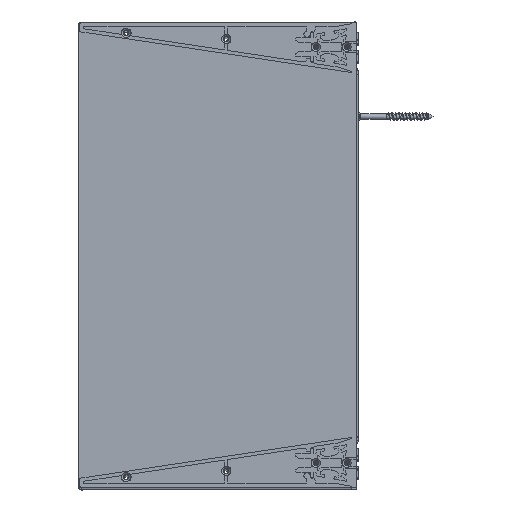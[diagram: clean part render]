
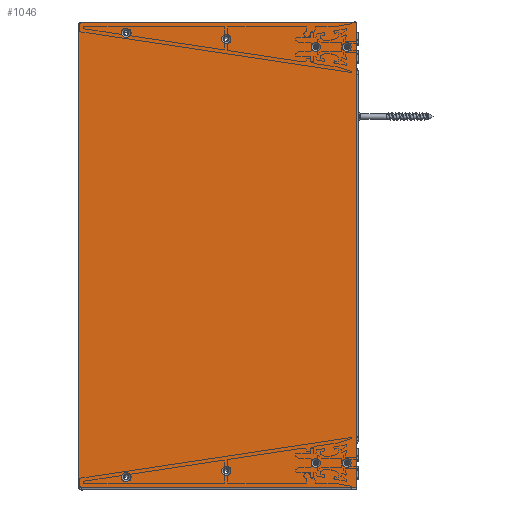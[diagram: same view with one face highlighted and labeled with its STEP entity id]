
A CAD part, top view. The second image highlights one B-rep face of the part: STEP entity #1046.
In plain terms, the highlighted planar face has unit normal (0, 0, 1).
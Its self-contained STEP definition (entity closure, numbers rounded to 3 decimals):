
#1046=ADVANCED_FACE('',(#2876,#2877,#2878,#2879,#2880,#2881,#2882,#2883,#2884),#2885,.T.);
#2876=FACE_BOUND('',#6178,.T.);
#2877=FACE_BOUND('',#6179,.T.);
#2878=FACE_BOUND('',#6180,.T.);
#2879=FACE_BOUND('',#6181,.T.);
#2880=FACE_BOUND('',#6182,.T.);
#2881=FACE_BOUND('',#6183,.T.);
#2882=FACE_BOUND('',#6184,.T.);
#2883=FACE_BOUND('',#6185,.T.);
#2884=FACE_OUTER_BOUND('',#6186,.T.);
#2885=PLANE('',#6187);
#6178=EDGE_LOOP('',(#13755,#13756));
#6179=EDGE_LOOP('',(#13757,#13758));
#6180=EDGE_LOOP('',(#13759,#13760));
#6181=EDGE_LOOP('',(#13761,#13762));
#6182=EDGE_LOOP('',(#13763,#13764));
#6183=EDGE_LOOP('',(#13765,#13766));
#6184=EDGE_LOOP('',(#13767,#13768));
#6185=EDGE_LOOP('',(#13769,#13770));
#6186=EDGE_LOOP('',(#13771,#13772,#13773,#13774,#13775,#13776,#13777,#13778));
#6187=AXIS2_PLACEMENT_3D('',#13779,#13780,#13781);
#13755=ORIENTED_EDGE('',*,*,#16630,.F.);
#13756=ORIENTED_EDGE('',*,*,#16725,.F.);
#13757=ORIENTED_EDGE('',*,*,#16639,.F.);
#13758=ORIENTED_EDGE('',*,*,#16726,.F.);
#13759=ORIENTED_EDGE('',*,*,#16648,.F.);
#13760=ORIENTED_EDGE('',*,*,#16727,.F.);
#13761=ORIENTED_EDGE('',*,*,#16657,.F.);
#13762=ORIENTED_EDGE('',*,*,#16728,.F.);
#13763=ORIENTED_EDGE('',*,*,#16666,.F.);
#13764=ORIENTED_EDGE('',*,*,#16729,.F.);
#13765=ORIENTED_EDGE('',*,*,#16675,.F.);
#13766=ORIENTED_EDGE('',*,*,#16730,.F.);
#13767=ORIENTED_EDGE('',*,*,#16684,.F.);
#13768=ORIENTED_EDGE('',*,*,#16731,.F.);
#13769=ORIENTED_EDGE('',*,*,#16693,.F.);
#13770=ORIENTED_EDGE('',*,*,#16732,.F.);
#13771=ORIENTED_EDGE('',*,*,#16703,.F.);
#13772=ORIENTED_EDGE('',*,*,#16724,.F.);
#13773=ORIENTED_EDGE('',*,*,#16721,.F.);
#13774=ORIENTED_EDGE('',*,*,#16718,.F.);
#13775=ORIENTED_EDGE('',*,*,#16715,.F.);
#13776=ORIENTED_EDGE('',*,*,#16712,.F.);
#13777=ORIENTED_EDGE('',*,*,#16709,.F.);
#13778=ORIENTED_EDGE('',*,*,#16706,.F.);
#13779=CARTESIAN_POINT('',(83.477,7.942,2.0));
#13780=DIRECTION('',(0.0,0.,1.0));
#13781=DIRECTION('',(0.0,1.0,0.));
#16630=EDGE_CURVE('',#20807,#20810,#20811,.T.);
#16639=EDGE_CURVE('',#20824,#20827,#20828,.T.);
#16648=EDGE_CURVE('',#20841,#20844,#20845,.T.);
#16657=EDGE_CURVE('',#20858,#20861,#20862,.T.);
#16666=EDGE_CURVE('',#20875,#20878,#20879,.T.);
#16675=EDGE_CURVE('',#20892,#20895,#20896,.T.);
#16684=EDGE_CURVE('',#20909,#20912,#20913,.T.);
#16693=EDGE_CURVE('',#20926,#20929,#20930,.T.);
#16703=EDGE_CURVE('',#20946,#20948,#20949,.T.);
#16706=EDGE_CURVE('',#20948,#20953,#20954,.T.);
#16709=EDGE_CURVE('',#20953,#20958,#20959,.T.);
#16712=EDGE_CURVE('',#20958,#20963,#20964,.T.);
#16715=EDGE_CURVE('',#20963,#20968,#20969,.T.);
#16718=EDGE_CURVE('',#20968,#20973,#20974,.T.);
#16721=EDGE_CURVE('',#20973,#20978,#20979,.T.);
#16724=EDGE_CURVE('',#20978,#20946,#20982,.T.);
#16725=EDGE_CURVE('',#20810,#20807,#20983,.T.);
#16726=EDGE_CURVE('',#20827,#20824,#20984,.T.);
#16727=EDGE_CURVE('',#20844,#20841,#20985,.T.);
#16728=EDGE_CURVE('',#20861,#20858,#20986,.T.);
#16729=EDGE_CURVE('',#20878,#20875,#20987,.T.);
#16730=EDGE_CURVE('',#20895,#20892,#20988,.T.);
#16731=EDGE_CURVE('',#20912,#20909,#20989,.T.);
#16732=EDGE_CURVE('',#20929,#20926,#20990,.T.);
#20807=VERTEX_POINT('',#31581);
#20810=VERTEX_POINT('',#31585);
#20811=CIRCLE('',#31586,2.9);
#20824=VERTEX_POINT('',#31602);
#20827=VERTEX_POINT('',#31606);
#20828=CIRCLE('',#31607,2.9);
#20841=VERTEX_POINT('',#31623);
#20844=VERTEX_POINT('',#31627);
#20845=CIRCLE('',#31628,2.9);
#20858=VERTEX_POINT('',#31644);
#20861=VERTEX_POINT('',#31648);
#20862=CIRCLE('',#31649,2.9);
#20875=VERTEX_POINT('',#31665);
#20878=VERTEX_POINT('',#31669);
#20879=CIRCLE('',#31670,2.9);
#20892=VERTEX_POINT('',#31686);
#20895=VERTEX_POINT('',#31690);
#20896=CIRCLE('',#31691,2.9);
#20909=VERTEX_POINT('',#31707);
#20912=VERTEX_POINT('',#31711);
#20913=CIRCLE('',#31712,2.9);
#20926=VERTEX_POINT('',#31728);
#20929=VERTEX_POINT('',#31732);
#20930=CIRCLE('',#31733,2.9);
#20946=VERTEX_POINT('',#31752);
#20948=VERTEX_POINT('',#31755);
#20949=CIRCLE('',#31756,1.0);
#20953=VERTEX_POINT('',#31762);
#20954=LINE('',#31763,#31764);
#20958=VERTEX_POINT('',#31769);
#20959=CIRCLE('',#31770,1.0);
#20963=VERTEX_POINT('',#31776);
#20964=LINE('',#31777,#31778);
#20968=VERTEX_POINT('',#31783);
#20969=CIRCLE('',#31784,1.5);
#20973=VERTEX_POINT('',#31790);
#20974=LINE('',#31791,#31792);
#20978=VERTEX_POINT('',#31797);
#20979=CIRCLE('',#31798,1.5);
#20982=LINE('',#31803,#31804);
#20983=CIRCLE('',#31805,2.9);
#20984=CIRCLE('',#31806,2.9);
#20985=CIRCLE('',#31807,2.9);
#20986=CIRCLE('',#31808,2.9);
#20987=CIRCLE('',#31809,2.9);
#20988=CIRCLE('',#31810,2.9);
#20989=CIRCLE('',#31811,2.9);
#20990=CIRCLE('',#31812,2.9);
#31581=CARTESIAN_POINT('',(-64.523,-1.014,2.0));
#31585=CARTESIAN_POINT('',(-64.523,4.786,2.0));
#31586=AXIS2_PLACEMENT_3D('',#36209,#36210,#36211);
#31602=CARTESIAN_POINT('',(0.,-4.9,2.0));
#31606=CARTESIAN_POINT('',(0.,0.9,2.0));
#31607=AXIS2_PLACEMENT_3D('',#36228,#36229,#36230);
#31623=CARTESIAN_POINT('',(57.973,-10.121,2.0));
#31627=CARTESIAN_POINT('',(57.973,-4.321,2.0));
#31628=AXIS2_PLACEMENT_3D('',#36247,#36248,#36249);
#31644=CARTESIAN_POINT('',(77.973,-10.121,2.0));
#31648=CARTESIAN_POINT('',(77.973,-4.321,2.0));
#31649=AXIS2_PLACEMENT_3D('',#36266,#36267,#36268);
#31665=CARTESIAN_POINT('',(77.973,-278.794,2.0));
#31669=CARTESIAN_POINT('',(77.973,-272.994,2.0));
#31670=AXIS2_PLACEMENT_3D('',#36285,#36286,#36287);
#31686=CARTESIAN_POINT('',(57.973,-278.794,2.0));
#31690=CARTESIAN_POINT('',(57.973,-272.994,2.0));
#31691=AXIS2_PLACEMENT_3D('',#36304,#36305,#36306);
#31707=CARTESIAN_POINT('',(0.,-284.015,2.0));
#31711=CARTESIAN_POINT('',(0.,-278.215,2.0));
#31712=AXIS2_PLACEMENT_3D('',#36323,#36324,#36325);
#31728=CARTESIAN_POINT('',(-64.523,-287.901,2.0));
#31732=CARTESIAN_POINT('',(-64.523,-282.101,2.0));
#31733=AXIS2_PLACEMENT_3D('',#36342,#36343,#36344);
#31752=CARTESIAN_POINT('',(83.477,8.942,2.0));
#31755=CARTESIAN_POINT('',(84.477,7.942,2.0));
#31756=AXIS2_PLACEMENT_3D('',#36364,#36365,#36366);
#31762=CARTESIAN_POINT('',(84.477,-291.058,2.0));
#31763=CARTESIAN_POINT('',(84.477,8.942,2.0));
#31764=VECTOR('',#36369,1000.0);
#31769=CARTESIAN_POINT('',(83.477,-292.058,2.0));
#31770=AXIS2_PLACEMENT_3D('',#36374,#36375,#36376);
#31776=CARTESIAN_POINT('',(-93.523,-292.058,2.0));
#31777=CARTESIAN_POINT('',(84.477,-292.058,2.0));
#31778=VECTOR('',#36379,1000.0);
#31783=CARTESIAN_POINT('',(-95.023,-290.558,2.0));
#31784=AXIS2_PLACEMENT_3D('',#36384,#36385,#36386);
#31790=CARTESIAN_POINT('',(-95.023,7.442,2.0));
#31791=CARTESIAN_POINT('',(-95.023,-290.558,2.0));
#31792=VECTOR('',#36389,1000.0);
#31797=CARTESIAN_POINT('',(-93.523,8.942,2.0));
#31798=AXIS2_PLACEMENT_3D('',#36394,#36395,#36396);
#31803=CARTESIAN_POINT('',(-93.523,8.942,2.0));
#31804=VECTOR('',#36399,1000.0);
#31805=AXIS2_PLACEMENT_3D('',#36400,#36401,#36402);
#31806=AXIS2_PLACEMENT_3D('',#36403,#36404,#36405);
#31807=AXIS2_PLACEMENT_3D('',#36406,#36407,#36408);
#31808=AXIS2_PLACEMENT_3D('',#36409,#36410,#36411);
#31809=AXIS2_PLACEMENT_3D('',#36412,#36413,#36414);
#31810=AXIS2_PLACEMENT_3D('',#36415,#36416,#36417);
#31811=AXIS2_PLACEMENT_3D('',#36418,#36419,#36420);
#31812=AXIS2_PLACEMENT_3D('',#36421,#36422,#36423);
#36209=CARTESIAN_POINT('',(-64.523,1.886,2.0));
#36210=DIRECTION('',(0.0,0.,1.0));
#36211=DIRECTION('',(0.0,-1.0,0.));
#36228=CARTESIAN_POINT('',(0.,-2.,2.0));
#36229=DIRECTION('',(0.0,0.,1.0));
#36230=DIRECTION('',(0.0,-1.0,0.));
#36247=CARTESIAN_POINT('',(57.973,-7.221,2.0));
#36248=DIRECTION('',(0.0,0.,1.0));
#36249=DIRECTION('',(0.0,-1.0,0.));
#36266=CARTESIAN_POINT('',(77.973,-7.221,2.0));
#36267=DIRECTION('',(0.0,0.,1.0));
#36268=DIRECTION('',(0.0,-1.0,0.));
#36285=CARTESIAN_POINT('',(77.973,-275.894,2.0));
#36286=DIRECTION('',(0.0,0.,1.0));
#36287=DIRECTION('',(0.0,-1.0,0.));
#36304=CARTESIAN_POINT('',(57.973,-275.894,2.0));
#36305=DIRECTION('',(0.0,0.,1.0));
#36306=DIRECTION('',(0.0,-1.0,0.));
#36323=CARTESIAN_POINT('',(0.,-281.115,2.0));
#36324=DIRECTION('',(0.0,0.,1.0));
#36325=DIRECTION('',(0.0,-1.0,0.));
#36342=CARTESIAN_POINT('',(-64.523,-285.001,2.0));
#36343=DIRECTION('',(0.0,0.,1.0));
#36344=DIRECTION('',(0.0,-1.0,0.));
#36364=CARTESIAN_POINT('',(83.477,7.942,2.0));
#36365=DIRECTION('',(0.0,0.,-1.0));
#36366=DIRECTION('',(-1.0,0.0,0.0));
#36369=DIRECTION('',(0.,-1.0,0.));
#36374=CARTESIAN_POINT('',(83.477,-291.058,2.0));
#36375=DIRECTION('',(0.0,0.,-1.0));
#36376=DIRECTION('',(1.0,0.0,0.0));
#36379=DIRECTION('',(-1.0,0.,0.));
#36384=CARTESIAN_POINT('',(-93.523,-290.558,2.0));
#36385=DIRECTION('',(0.0,0.,-1.0));
#36386=DIRECTION('',(1.0,0.0,0.0));
#36389=DIRECTION('',(0.,1.0,0.));
#36394=CARTESIAN_POINT('',(-93.523,7.442,2.0));
#36395=DIRECTION('',(0.0,0.,-1.0));
#36396=DIRECTION('',(1.0,0.0,0.0));
#36399=DIRECTION('',(1.0,0.,0.));
#36400=CARTESIAN_POINT('',(-64.523,1.886,2.0));
#36401=DIRECTION('',(0.0,0.,1.0));
#36402=DIRECTION('',(0.0,-1.0,0.));
#36403=CARTESIAN_POINT('',(0.,-2.,2.0));
#36404=DIRECTION('',(0.0,0.,1.0));
#36405=DIRECTION('',(0.0,-1.0,0.));
#36406=CARTESIAN_POINT('',(57.973,-7.221,2.0));
#36407=DIRECTION('',(0.0,0.,1.0));
#36408=DIRECTION('',(0.0,-1.0,0.));
#36409=CARTESIAN_POINT('',(77.973,-7.221,2.0));
#36410=DIRECTION('',(0.0,0.,1.0));
#36411=DIRECTION('',(0.0,-1.0,0.));
#36412=CARTESIAN_POINT('',(77.973,-275.894,2.0));
#36413=DIRECTION('',(0.0,0.,1.0));
#36414=DIRECTION('',(0.0,-1.0,0.));
#36415=CARTESIAN_POINT('',(57.973,-275.894,2.0));
#36416=DIRECTION('',(0.0,0.,1.0));
#36417=DIRECTION('',(0.0,-1.0,0.));
#36418=CARTESIAN_POINT('',(0.,-281.115,2.0));
#36419=DIRECTION('',(0.0,0.,1.0));
#36420=DIRECTION('',(0.0,-1.0,0.));
#36421=CARTESIAN_POINT('',(-64.523,-285.001,2.0));
#36422=DIRECTION('',(0.0,0.,1.0));
#36423=DIRECTION('',(0.0,-1.0,0.));
